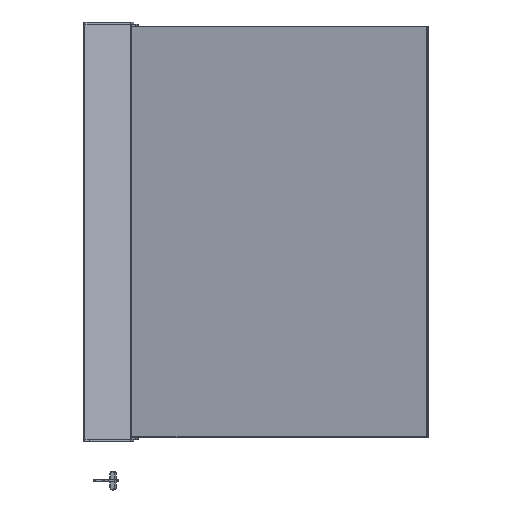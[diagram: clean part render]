
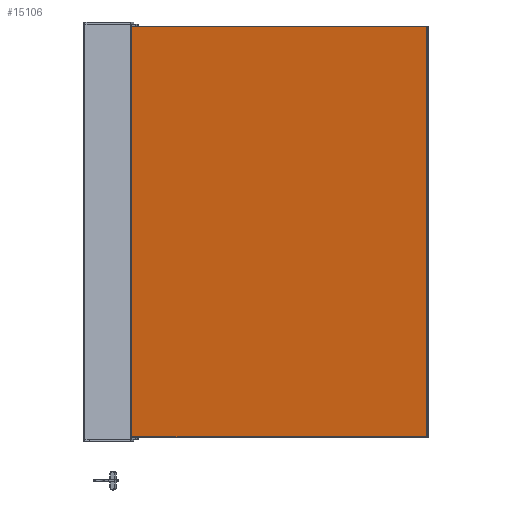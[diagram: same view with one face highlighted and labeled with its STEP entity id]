
A CAD part, front view. The second image highlights one B-rep face of the part: STEP entity #15106.
In plain terms, the highlighted face is planar.
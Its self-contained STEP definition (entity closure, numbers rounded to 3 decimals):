
#498 = ORIENTED_EDGE ( 'NONE', *, *, #19912, .T. ) ;
#699 = DIRECTION ( 'NONE',  ( 0., 0., 1. ) ) ;
#840 = DIRECTION ( 'NONE',  ( 0., 0., 1. ) ) ;
#846 = LINE ( 'NONE', #3997, #7283 ) ;
#874 = ORIENTED_EDGE ( 'NONE', *, *, #17304, .T. ) ;
#1375 = VERTEX_POINT ( 'NONE', #10509 ) ;
#1730 = EDGE_CURVE ( 'NONE', #20960, #5834, #11133, .T. ) ;
#2011 = DIRECTION ( 'NONE',  ( 1., 0., 0. ) ) ;
#2197 = VERTEX_POINT ( 'NONE', #7567 ) ;
#2587 = CIRCLE ( 'NONE', #3758, 10. ) ;
#2917 = VECTOR ( 'NONE', #12027, 1000. ) ;
#2984 = VECTOR ( 'NONE', #18461, 1000. ) ;
#3398 = CARTESIAN_POINT ( 'NONE',  ( 11.52, -354., -494.5 ) ) ;
#3537 = ORIENTED_EDGE ( 'NONE', *, *, #1730, .F. ) ;
#3758 = AXIS2_PLACEMENT_3D ( 'NONE', #14969, #22410, #20582 ) ;
#3807 = ORIENTED_EDGE ( 'NONE', *, *, #12123, .F. ) ;
#3895 = LINE ( 'NONE', #13485, #22973 ) ;
#3997 = CARTESIAN_POINT ( 'NONE',  ( 11.52, -354., -495. ) ) ;
#4334 = CARTESIAN_POINT ( 'NONE',  ( 11.52, -399.5, 494.5 ) ) ;
#4356 = EDGE_CURVE ( 'NONE', #4448, #16923, #11044, .T. ) ;
#4448 = VERTEX_POINT ( 'NONE', #4334 ) ;
#4449 = VERTEX_POINT ( 'NONE', #10052 ) ;
#4732 = ORIENTED_EDGE ( 'NONE', *, *, #12393, .T. ) ;
#4740 = VECTOR ( 'NONE', #11787, 1000. ) ;
#5319 = CARTESIAN_POINT ( 'NONE',  ( 11.52, -399.5, 495. ) ) ;
#5483 = CARTESIAN_POINT ( 'NONE',  ( 11.52, -354., 495. ) ) ;
#5509 = VECTOR ( 'NONE', #7069, 1000. ) ;
#5834 = VERTEX_POINT ( 'NONE', #20394 ) ;
#5938 = VECTOR ( 'NONE', #699, 1000. ) ;
#6303 = DIRECTION ( 'NONE',  ( -1., 0., 0. ) ) ;
#6441 = ORIENTED_EDGE ( 'NONE', *, *, #6730, .F. ) ;
#6574 = LINE ( 'NONE', #10330, #4740 ) ;
#6730 = EDGE_CURVE ( 'NONE', #5834, #4449, #18022, .T. ) ;
#6968 = EDGE_CURVE ( 'NONE', #15200, #14442, #6574, .T. ) ;
#7069 = DIRECTION ( 'NONE',  ( 0., 0., 1. ) ) ;
#7283 = VECTOR ( 'NONE', #22534, 1000. ) ;
#7491 = DIRECTION ( 'NONE',  ( 1., 0., 0. ) ) ;
#7567 = CARTESIAN_POINT ( 'NONE',  ( 11.52, -374., -480. ) ) ;
#8259 = EDGE_CURVE ( 'NONE', #1375, #23465, #846, .T. ) ;
#8572 = ORIENTED_EDGE ( 'NONE', *, *, #23225, .T. ) ;
#8796 = LINE ( 'NONE', #10638, #9747 ) ;
#8842 = DIRECTION ( 'NONE',  ( 0., 0., 1. ) ) ;
#9215 = CARTESIAN_POINT ( 'NONE',  ( 11.52, 399.5, 494.5 ) ) ;
#9596 = DIRECTION ( 'NONE',  ( 0., 0., 1. ) ) ;
#9660 = DIRECTION ( 'NONE',  ( 0., 0., 1. ) ) ;
#9747 = VECTOR ( 'NONE', #23787, 1000. ) ;
#9812 = LINE ( 'NONE', #15554, #2917 ) ;
#9899 = CARTESIAN_POINT ( 'NONE',  ( 11.52, -374., -494.5 ) ) ;
#10052 = CARTESIAN_POINT ( 'NONE',  ( 11.52, -354., 494.5 ) ) ;
#10330 = CARTESIAN_POINT ( 'NONE',  ( 11.52, -374., 480. ) ) ;
#10509 = CARTESIAN_POINT ( 'NONE',  ( 11.52, -354., -480. ) ) ;
#10638 = CARTESIAN_POINT ( 'NONE',  ( 11.52, -400., 494.5 ) ) ;
#11044 = LINE ( 'NONE', #5319, #2984 ) ;
#11133 = CIRCLE ( 'NONE', #15019, 10. ) ;
#11652 = VECTOR ( 'NONE', #23865, 1000. ) ;
#11787 = DIRECTION ( 'NONE',  ( 0., 0., -1. ) ) ;
#11903 = ORIENTED_EDGE ( 'NONE', *, *, #8259, .T. ) ;
#12027 = DIRECTION ( 'NONE',  ( 0., -1., 0. ) ) ;
#12064 = ORIENTED_EDGE ( 'NONE', *, *, #22538, .T. ) ;
#12123 = EDGE_CURVE ( 'NONE', #14442, #20960, #12538, .T. ) ;
#12153 = CARTESIAN_POINT ( 'NONE',  ( 11.52, 399.5, -494.5 ) ) ;
#12393 = EDGE_CURVE ( 'NONE', #15200, #4448, #8796, .T. ) ;
#12538 = CIRCLE ( 'NONE', #15256, 10. ) ;
#13224 = CARTESIAN_POINT ( 'NONE',  ( 11.52, 399.5, 495. ) ) ;
#13362 = VERTEX_POINT ( 'NONE', #9215 ) ;
#13485 = CARTESIAN_POINT ( 'NONE',  ( 11.52, -400., -494.5 ) ) ;
#13626 = ORIENTED_EDGE ( 'NONE', *, *, #23727, .T. ) ;
#14442 = VERTEX_POINT ( 'NONE', #18367 ) ;
#14617 = CARTESIAN_POINT ( 'NONE',  ( 11.52, -364., 470. ) ) ;
#14969 = CARTESIAN_POINT ( 'NONE',  ( 11.52, -364., -480. ) ) ;
#15019 = AXIS2_PLACEMENT_3D ( 'NONE', #16748, #7491, #8842 ) ;
#15106 = ADVANCED_FACE ( 'NONE', ( #17371 ), #23251, .F. ) ;
#15107 = EDGE_LOOP ( 'NONE', ( #8572, #498, #11903, #17040, #12064, #13626, #6441, #3537, #3807, #16528, #4732, #22045, #874 ) ) ;
#15200 = VERTEX_POINT ( 'NONE', #17869 ) ;
#15256 = AXIS2_PLACEMENT_3D ( 'NONE', #17207, #2011, #9660 ) ;
#15554 = CARTESIAN_POINT ( 'NONE',  ( 11.52, -400., 494.5 ) ) ;
#16164 = VERTEX_POINT ( 'NONE', #12153 ) ;
#16528 = ORIENTED_EDGE ( 'NONE', *, *, #6968, .F. ) ;
#16748 = CARTESIAN_POINT ( 'NONE',  ( 11.52, -364., 480. ) ) ;
#16911 = LINE ( 'NONE', #18747, #18813 ) ;
#16923 = VERTEX_POINT ( 'NONE', #16958 ) ;
#16958 = CARTESIAN_POINT ( 'NONE',  ( 11.52, -399.5, -494.5 ) ) ;
#17000 = LINE ( 'NONE', #13224, #5938 ) ;
#17040 = ORIENTED_EDGE ( 'NONE', *, *, #17161, .T. ) ;
#17161 = EDGE_CURVE ( 'NONE', #23465, #16164, #18266, .T. ) ;
#17207 = CARTESIAN_POINT ( 'NONE',  ( 11.52, -364., 480. ) ) ;
#17304 = EDGE_CURVE ( 'NONE', #16923, #20216, #3895, .T. ) ;
#17371 = FACE_OUTER_BOUND ( 'NONE', #15107, .T. ) ;
#17869 = CARTESIAN_POINT ( 'NONE',  ( 11.52, -374., 494.5 ) ) ;
#18022 = LINE ( 'NONE', #5483, #5509 ) ;
#18266 = LINE ( 'NONE', #23517, #11652 ) ;
#18367 = CARTESIAN_POINT ( 'NONE',  ( 11.52, -374., 480. ) ) ;
#18461 = DIRECTION ( 'NONE',  ( 0., 0., -1. ) ) ;
#18584 = AXIS2_PLACEMENT_3D ( 'NONE', #18975, #6303, #840 ) ;
#18740 = DIRECTION ( 'NONE',  ( 0., 1., 0. ) ) ;
#18747 = CARTESIAN_POINT ( 'NONE',  ( 11.52, -374., -480. ) ) ;
#18813 = VECTOR ( 'NONE', #9596, 1000. ) ;
#18975 = CARTESIAN_POINT ( 'NONE',  ( 11.52, -400., 495. ) ) ;
#19912 = EDGE_CURVE ( 'NONE', #2197, #1375, #2587, .T. ) ;
#20216 = VERTEX_POINT ( 'NONE', #9899 ) ;
#20394 = CARTESIAN_POINT ( 'NONE',  ( 11.52, -354., 480. ) ) ;
#20582 = DIRECTION ( 'NONE',  ( 0., 0., -1. ) ) ;
#20960 = VERTEX_POINT ( 'NONE', #14617 ) ;
#22045 = ORIENTED_EDGE ( 'NONE', *, *, #4356, .T. ) ;
#22410 = DIRECTION ( 'NONE',  ( -1., 0., 0. ) ) ;
#22534 = DIRECTION ( 'NONE',  ( 0., 0., -1. ) ) ;
#22538 = EDGE_CURVE ( 'NONE', #16164, #13362, #17000, .T. ) ;
#22973 = VECTOR ( 'NONE', #18740, 1000. ) ;
#23225 = EDGE_CURVE ( 'NONE', #20216, #2197, #16911, .T. ) ;
#23251 = PLANE ( 'NONE',  #18584 ) ;
#23465 = VERTEX_POINT ( 'NONE', #3398 ) ;
#23517 = CARTESIAN_POINT ( 'NONE',  ( 11.52, -400., -494.5 ) ) ;
#23727 = EDGE_CURVE ( 'NONE', #13362, #4449, #9812, .T. ) ;
#23787 = DIRECTION ( 'NONE',  ( 0., -1., 0. ) ) ;
#23865 = DIRECTION ( 'NONE',  ( 0., 1., 0. ) ) ;
